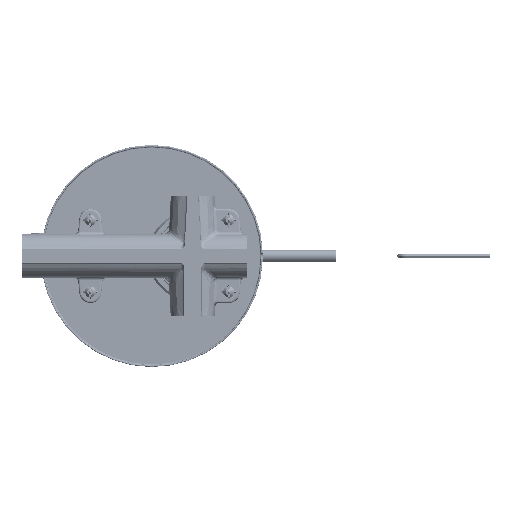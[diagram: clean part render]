
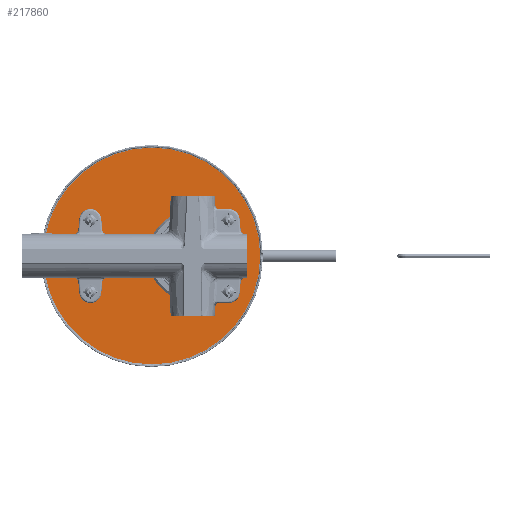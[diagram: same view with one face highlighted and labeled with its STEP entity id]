
A CAD part, front view. The second image highlights one B-rep face of the part: STEP entity #217860.
In plain terms, the highlighted planar face has unit normal (0, -1, 0).
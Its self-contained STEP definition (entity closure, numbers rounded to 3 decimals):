
#217356=CARTESIAN_POINT('',(0.,5.,0.));
#217357=DIRECTION('',(0.,1.,0.));
#217358=DIRECTION('',(1.,0.,0.));
#217359=AXIS2_PLACEMENT_3D('',#217356,#217357,#217358);
#217361=CARTESIAN_POINT('',(0.,5.,0.));
#217362=DIRECTION('',(0.,1.,0.));
#217363=DIRECTION('',(-1.,0.,0.));
#217364=AXIS2_PLACEMENT_3D('',#217361,#217362,#217363);
#217371=CARTESIAN_POINT('',(-36.,5.,0.));
#217372=DIRECTION('',(0.,1.,0.));
#217373=DIRECTION('',(-1.,0.,0.));
#217374=AXIS2_PLACEMENT_3D('',#217371,#217372,#217373);
#217381=CARTESIAN_POINT('',(-36.,5.,0.));
#217382=DIRECTION('',(0.,-1.,0.));
#217383=DIRECTION('',(-1.,0.,0.));
#217384=AXIS2_PLACEMENT_3D('',#217381,#217382,#217383);
#217564=CARTESIAN_POINT('',(24.,5.,0.));
#217565=DIRECTION('',(0.,-1.,0.));
#217566=DIRECTION('',(-1.,0.,0.));
#217567=AXIS2_PLACEMENT_3D('',#217564,#217565,#217566);
#217574=CARTESIAN_POINT('',(24.,5.,0.));
#217575=DIRECTION('',(0.,1.,0.));
#217576=DIRECTION('',(-1.,0.,0.));
#217577=AXIS2_PLACEMENT_3D('',#217574,#217575,#217576);
#217633=CARTESIAN_POINT('',(63.461,5.,0.));
#217634=CARTESIAN_POINT('',(-63.461,5.,0.));
#217635=VERTEX_POINT('',#217633);
#217636=VERTEX_POINT('',#217634);
#217657=CARTESIAN_POINT('',(0.25,5.,0.));
#217659=VERTEX_POINT('',#217657);
#217669=CARTESIAN_POINT('',(47.75,5.,0.));
#217671=VERTEX_POINT('',#217669);
#217681=CARTESIAN_POINT('',(-48.25,5.,0.));
#217683=VERTEX_POINT('',#217681);
#217693=CARTESIAN_POINT('',(-23.75,5.,0.));
#217695=VERTEX_POINT('',#217693);
#217838=CARTESIAN_POINT('',(0.,5.,0.));
#217839=DIRECTION('',(0.,1.,0.));
#217840=DIRECTION('',(1.,0.,0.));
#217841=AXIS2_PLACEMENT_3D('',#217838,#217839,#217840);
#217842=PLANE('',#217841);
#217843=ORIENTED_EDGE('',*,*,#217828,.T.);
#217845=ORIENTED_EDGE('',*,*,#217844,.T.);
#217846=EDGE_LOOP('',(#217843,#217845));
#217847=FACE_OUTER_BOUND('',#217846,.F.);
#217849=ORIENTED_EDGE('',*,*,#217848,.F.);
#217851=ORIENTED_EDGE('',*,*,#217850,.T.);
#217852=EDGE_LOOP('',(#217849,#217851));
#217853=FACE_BOUND('',#217852,.F.);
#217855=ORIENTED_EDGE('',*,*,#217854,.F.);
#217857=ORIENTED_EDGE('',*,*,#217856,.T.);
#217858=EDGE_LOOP('',(#217855,#217857));
#217859=FACE_BOUND('',#217858,.F.);
#217860=ADVANCED_FACE('',(#217847,#217853,#217859),#217842,.F.);
#217360=CIRCLE('',#217359,63.461);
#217365=CIRCLE('',#217364,63.461);
#217375=CIRCLE('',#217374,12.25);
#217385=CIRCLE('',#217384,12.25);
#217568=CIRCLE('',#217567,23.75);
#217578=CIRCLE('',#217577,23.75);
#217828=EDGE_CURVE('',#217635,#217636,#217360,.T.);
#217844=EDGE_CURVE('',#217636,#217635,#217365,.T.);
#217848=EDGE_CURVE('',#217659,#217671,#217578,.T.);
#217850=EDGE_CURVE('',#217659,#217671,#217568,.T.);
#217854=EDGE_CURVE('',#217683,#217695,#217375,.T.);
#217856=EDGE_CURVE('',#217683,#217695,#217385,.T.);
